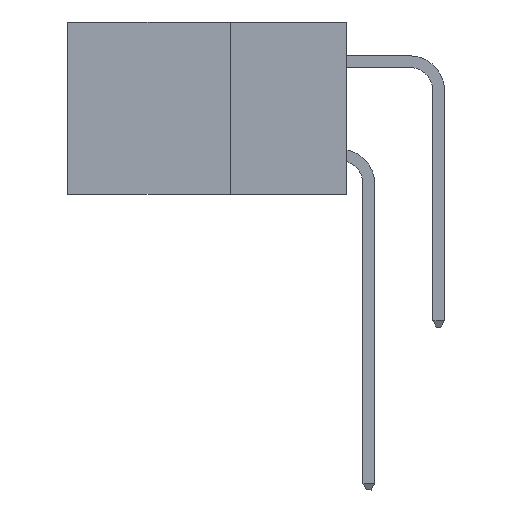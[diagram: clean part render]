
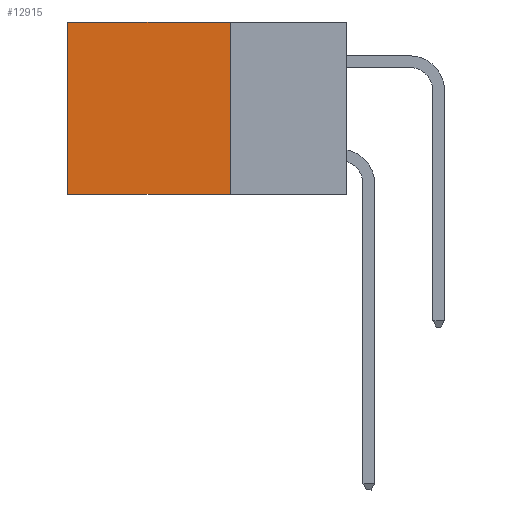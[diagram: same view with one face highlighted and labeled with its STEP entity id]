
A CAD part, left-side view. The second image highlights one B-rep face of the part: STEP entity #12915.
In plain terms, the highlighted planar face has unit normal (-1, 0, 0).
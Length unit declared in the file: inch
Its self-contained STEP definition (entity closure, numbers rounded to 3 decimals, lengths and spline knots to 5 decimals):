
#238 = ORIENTED_EDGE ( 'NONE', *, *, #7856, .F. ) ;
#319 = LINE ( 'NONE', #12350, #3556 ) ;
#702 = ORIENTED_EDGE ( 'NONE', *, *, #11108, .F. ) ;
#749 = ORIENTED_EDGE ( 'NONE', *, *, #12255, .T. ) ;
#754 = PLANE ( 'NONE',  #9841 ) ;
#1405 = CARTESIAN_POINT ( 'NONE',  ( 0.2875, 0.25, 0. ) ) ;
#3268 = CARTESIAN_POINT ( 'NONE',  ( 0.2875, 0.6, 0. ) ) ;
#3556 = VECTOR ( 'NONE', #6336, 39.37008 ) ;
#3983 = DIRECTION ( 'NONE',  ( 0., 0., -1. ) ) ;
#4124 = VERTEX_POINT ( 'NONE', #4414 ) ;
#4147 = LINE ( 'NONE', #3268, #6676 ) ;
#4367 = DIRECTION ( 'NONE',  ( 0., 0., -1. ) ) ;
#4414 = CARTESIAN_POINT ( 'NONE',  ( 0.2875, 0.25, -0.37 ) ) ;
#4437 = LINE ( 'NONE', #1405, #10382 ) ;
#4597 = VECTOR ( 'NONE', #6415, 39.37008 ) ;
#5154 = CARTESIAN_POINT ( 'NONE',  ( 0.2875, 0.25, 0. ) ) ;
#5802 = FACE_OUTER_BOUND ( 'NONE', #9456, .T. ) ;
#5873 = DIRECTION ( 'NONE',  ( 1., 0., 0. ) ) ;
#6289 = DIRECTION ( 'NONE',  ( 0., 0., -1. ) ) ;
#6336 = DIRECTION ( 'NONE',  ( 0., 1., 0. ) ) ;
#6415 = DIRECTION ( 'NONE',  ( 0., 1., 0. ) ) ;
#6676 = VECTOR ( 'NONE', #6289, 39.37008 ) ;
#6718 = CARTESIAN_POINT ( 'NONE',  ( 0.2875, 0.25, 0. ) ) ;
#7800 = ORIENTED_EDGE ( 'NONE', *, *, #10704, .T. ) ;
#7856 = EDGE_CURVE ( 'NONE', #9813, #4124, #4437, .T. ) ;
#8140 = VERTEX_POINT ( 'NONE', #8188 ) ;
#8188 = CARTESIAN_POINT ( 'NONE',  ( 0.2875, 0.6, -0.37 ) ) ;
#8251 = LINE ( 'NONE', #10478, #4597 ) ;
#8579 = VERTEX_POINT ( 'NONE', #11351 ) ;
#9456 = EDGE_LOOP ( 'NONE', ( #749, #702, #238, #7800 ) ) ;
#9813 = VERTEX_POINT ( 'NONE', #5154 ) ;
#9841 = AXIS2_PLACEMENT_3D ( 'NONE', #6718, #5873, #3983 ) ;
#10382 = VECTOR ( 'NONE', #4367, 39.37008 ) ;
#10478 = CARTESIAN_POINT ( 'NONE',  ( 0.2875, 0.25, 0. ) ) ;
#10704 = EDGE_CURVE ( 'NONE', #9813, #8579, #8251, .T. ) ;
#11108 = EDGE_CURVE ( 'NONE', #4124, #8140, #319, .T. ) ;
#11351 = CARTESIAN_POINT ( 'NONE',  ( 0.2875, 0.6, 0. ) ) ;
#12255 = EDGE_CURVE ( 'NONE', #8579, #8140, #4147, .T. ) ;
#12350 = CARTESIAN_POINT ( 'NONE',  ( 0.2875, 0.25, -0.37 ) ) ;
#12915 = ADVANCED_FACE ( 'NONE', ( #5802 ), #754, .F. ) ;
